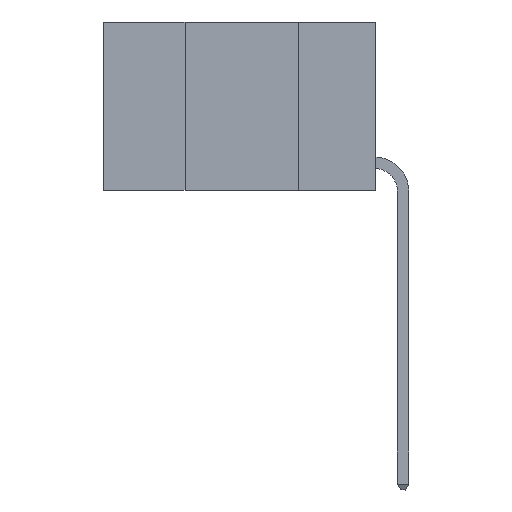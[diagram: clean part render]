
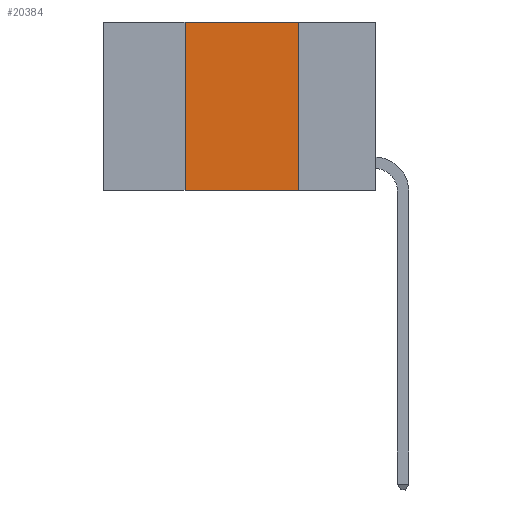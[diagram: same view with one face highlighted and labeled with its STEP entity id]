
A CAD part, left-side view. The second image highlights one B-rep face of the part: STEP entity #20384.
In plain terms, the highlighted planar face has unit normal (-1, 0, 0).
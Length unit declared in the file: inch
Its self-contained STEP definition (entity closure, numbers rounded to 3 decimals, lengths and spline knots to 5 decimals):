
#988 = ORIENTED_EDGE ( 'NONE', *, *, #21465, .F. ) ;
#1564 = EDGE_LOOP ( 'NONE', ( #2040, #11157, #988, #16964 ) ) ;
#2040 = ORIENTED_EDGE ( 'NONE', *, *, #6811, .F. ) ;
#2590 = CARTESIAN_POINT ( 'NONE',  ( 0., 0.17, -0.37 ) ) ;
#4872 = CARTESIAN_POINT ( 'NONE',  ( 0., 0.42, 0. ) ) ;
#5268 = DIRECTION ( 'NONE',  ( 1., 0., 0. ) ) ;
#6811 = EDGE_CURVE ( 'NONE', #18974, #10984, #7178, .T. ) ;
#7007 = CARTESIAN_POINT ( 'NONE',  ( 0., 0.17, 0. ) ) ;
#7178 = LINE ( 'NONE', #7007, #19834 ) ;
#7262 = FACE_OUTER_BOUND ( 'NONE', #1564, .T. ) ;
#7845 = AXIS2_PLACEMENT_3D ( 'NONE', #15489, #5268, #17196 ) ;
#8723 = DIRECTION ( 'NONE',  ( 0., 0., -1. ) ) ;
#8759 = VECTOR ( 'NONE', #9899, 39.37008 ) ;
#9311 = LINE ( 'NONE', #18430, #8759 ) ;
#9564 = CARTESIAN_POINT ( 'NONE',  ( 0., 0.6, 0. ) ) ;
#9899 = DIRECTION ( 'NONE',  ( 0., -1., 0. ) ) ;
#10497 = CARTESIAN_POINT ( 'NONE',  ( 0., 0.42, -0.37 ) ) ;
#10817 = VECTOR ( 'NONE', #21660, 39.37008 ) ;
#10984 = VERTEX_POINT ( 'NONE', #2590 ) ;
#11157 = ORIENTED_EDGE ( 'NONE', *, *, #13649, .F. ) ;
#12435 = LINE ( 'NONE', #9564, #10817 ) ;
#13374 = DIRECTION ( 'NONE',  ( 0., 0., 1. ) ) ;
#13649 = EDGE_CURVE ( 'NONE', #18383, #18974, #12435, .T. ) ;
#13766 = PLANE ( 'NONE',  #7845 ) ;
#14149 = LINE ( 'NONE', #4872, #18745 ) ;
#15395 = CARTESIAN_POINT ( 'NONE',  ( 0., 0.42, 0. ) ) ;
#15489 = CARTESIAN_POINT ( 'NONE',  ( 0., 0.6, 0. ) ) ;
#16964 = ORIENTED_EDGE ( 'NONE', *, *, #22509, .T. ) ;
#17196 = DIRECTION ( 'NONE',  ( 0., 0., -1. ) ) ;
#18383 = VERTEX_POINT ( 'NONE', #15395 ) ;
#18430 = CARTESIAN_POINT ( 'NONE',  ( 0., 0.6, -0.37 ) ) ;
#18745 = VECTOR ( 'NONE', #13374, 39.37008 ) ;
#18974 = VERTEX_POINT ( 'NONE', #22230 ) ;
#19834 = VECTOR ( 'NONE', #8723, 39.37008 ) ;
#20384 = ADVANCED_FACE ( 'NONE', ( #7262 ), #13766, .F. ) ;
#21465 = EDGE_CURVE ( 'NONE', #22081, #18383, #14149, .T. ) ;
#21660 = DIRECTION ( 'NONE',  ( 0., -1., 0. ) ) ;
#22081 = VERTEX_POINT ( 'NONE', #10497 ) ;
#22230 = CARTESIAN_POINT ( 'NONE',  ( 0., 0.17, 0. ) ) ;
#22509 = EDGE_CURVE ( 'NONE', #22081, #10984, #9311, .T. ) ;
